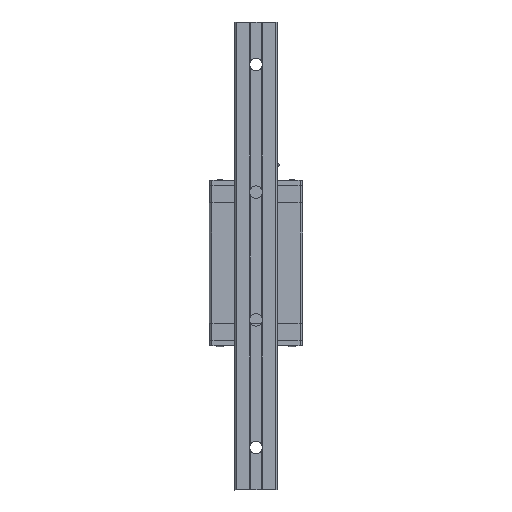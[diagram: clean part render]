
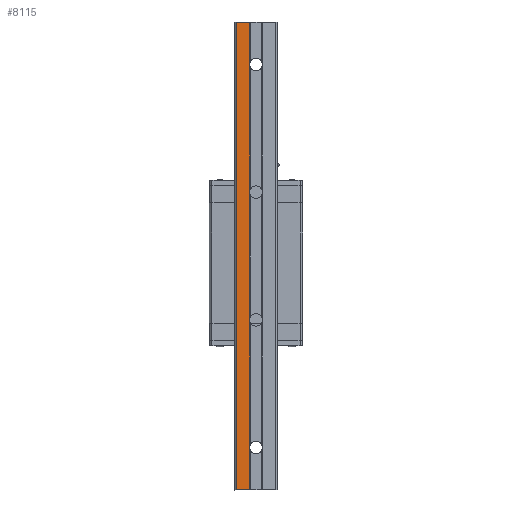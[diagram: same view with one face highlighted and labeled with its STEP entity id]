
A CAD part, front view. The second image highlights one B-rep face of the part: STEP entity #8115.
In plain terms, the highlighted face is planar.
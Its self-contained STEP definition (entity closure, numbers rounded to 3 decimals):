
#137 = CARTESIAN_POINT ( 'NONE',  ( -3., -110., 0. ) ) ;
#496 = CARTESIAN_POINT ( 'NONE',  ( -3., -110., 0. ) ) ;
#580 = LINE ( 'NONE', #10006, #8136 ) ;
#704 = EDGE_LOOP ( 'NONE', ( #2140, #1277, #9664, #5012, #8998, #3651, #6117, #5783 ) ) ;
#1074 = EDGE_CURVE ( 'NONE', #2908, #9632, #10089, .T. ) ;
#1186 = VECTOR ( 'NONE', #8094, 1000. ) ;
#1202 = PLANE ( 'NONE',  #9348 ) ;
#1277 = ORIENTED_EDGE ( 'NONE', *, *, #7367, .T. ) ;
#1426 = VECTOR ( 'NONE', #6316, 1000. ) ;
#1454 = DIRECTION ( 'NONE',  ( 0., -1., 0. ) ) ;
#1574 = LINE ( 'NONE', #496, #4109 ) ;
#1743 = VERTEX_POINT ( 'NONE', #9691 ) ;
#2135 = EDGE_CURVE ( 'NONE', #9037, #2908, #8466, .T. ) ;
#2140 = ORIENTED_EDGE ( 'NONE', *, *, #4248, .T. ) ;
#2524 = CARTESIAN_POINT ( 'NONE',  ( -3., -110., 0. ) ) ;
#2854 = EDGE_CURVE ( 'NONE', #9037, #3685, #8809, .T. ) ;
#2908 = VERTEX_POINT ( 'NONE', #6967 ) ;
#2988 = DIRECTION ( 'NONE',  ( 0., -1., 0. ) ) ;
#3353 = EDGE_CURVE ( 'NONE', #1743, #6454, #10268, .T. ) ;
#3590 = LINE ( 'NONE', #2524, #9221 ) ;
#3651 = ORIENTED_EDGE ( 'NONE', *, *, #5760, .T. ) ;
#3685 = VERTEX_POINT ( 'NONE', #5856 ) ;
#3793 = EDGE_CURVE ( 'NONE', #4807, #1743, #580, .T. ) ;
#4067 = CARTESIAN_POINT ( 'NONE',  ( -3., -110., 0. ) ) ;
#4109 = VECTOR ( 'NONE', #9913, 1000. ) ;
#4248 = EDGE_CURVE ( 'NONE', #6454, #7011, #3590, .T. ) ;
#4278 = CARTESIAN_POINT ( 'NONE',  ( -3., -30., 0. ) ) ;
#4455 = CARTESIAN_POINT ( 'NONE',  ( -9.117, -110., 0. ) ) ;
#4564 = CARTESIAN_POINT ( 'NONE',  ( -3., 110., 0. ) ) ;
#4629 = CARTESIAN_POINT ( 'NONE',  ( -3., -90., 0. ) ) ;
#4807 = VERTEX_POINT ( 'NONE', #9910 ) ;
#5012 = ORIENTED_EDGE ( 'NONE', *, *, #2135, .T. ) ;
#5120 = LINE ( 'NONE', #4067, #6146 ) ;
#5760 = EDGE_CURVE ( 'NONE', #9632, #4807, #1574, .T. ) ;
#5783 = ORIENTED_EDGE ( 'NONE', *, *, #3353, .T. ) ;
#5799 = FACE_OUTER_BOUND ( 'NONE', #704, .T. ) ;
#5856 = CARTESIAN_POINT ( 'NONE',  ( -3., -110., 0. ) ) ;
#6058 = VECTOR ( 'NONE', #6653, 1000. ) ;
#6117 = ORIENTED_EDGE ( 'NONE', *, *, #3793, .T. ) ;
#6146 = VECTOR ( 'NONE', #2988, 1000. ) ;
#6316 = DIRECTION ( 'NONE',  ( 0., 1., 0. ) ) ;
#6454 = VERTEX_POINT ( 'NONE', #4278 ) ;
#6653 = DIRECTION ( 'NONE',  ( 1., 0., 0. ) ) ;
#6967 = CARTESIAN_POINT ( 'NONE',  ( -9.117, 110., 0. ) ) ;
#7011 = VERTEX_POINT ( 'NONE', #4629 ) ;
#7367 = EDGE_CURVE ( 'NONE', #7011, #3685, #5120, .T. ) ;
#7401 = CARTESIAN_POINT ( 'NONE',  ( -9.117, -110., 0. ) ) ;
#7729 = CARTESIAN_POINT ( 'NONE',  ( -10.235, -110., 0. ) ) ;
#7909 = DIRECTION ( 'NONE',  ( 1., 0., 0. ) ) ;
#8094 = DIRECTION ( 'NONE',  ( 0., -1., 0. ) ) ;
#8115 = ADVANCED_FACE ( 'NONE', ( #5799 ), #1202, .T. ) ;
#8136 = VECTOR ( 'NONE', #8909, 1000. ) ;
#8455 = DIRECTION ( 'NONE',  ( -1., 0., 0. ) ) ;
#8466 = LINE ( 'NONE', #7401, #1426 ) ;
#8809 = LINE ( 'NONE', #7729, #6058 ) ;
#8909 = DIRECTION ( 'NONE',  ( 0., -1., 0. ) ) ;
#8997 = CARTESIAN_POINT ( 'NONE',  ( -10.235, 110., 0. ) ) ;
#8998 = ORIENTED_EDGE ( 'NONE', *, *, #1074, .T. ) ;
#9037 = VERTEX_POINT ( 'NONE', #4455 ) ;
#9178 = CARTESIAN_POINT ( 'NONE',  ( -3., -110., 0. ) ) ;
#9221 = VECTOR ( 'NONE', #1454, 1000. ) ;
#9348 = AXIS2_PLACEMENT_3D ( 'NONE', #137, #9540, #8455 ) ;
#9540 = DIRECTION ( 'NONE',  ( 0., 0., -1. ) ) ;
#9632 = VERTEX_POINT ( 'NONE', #4564 ) ;
#9664 = ORIENTED_EDGE ( 'NONE', *, *, #2854, .F. ) ;
#9691 = CARTESIAN_POINT ( 'NONE',  ( -3., 30., 0. ) ) ;
#9910 = CARTESIAN_POINT ( 'NONE',  ( -3., 90., 0. ) ) ;
#9913 = DIRECTION ( 'NONE',  ( 0., -1., 0. ) ) ;
#10006 = CARTESIAN_POINT ( 'NONE',  ( -3., -110., 0. ) ) ;
#10089 = LINE ( 'NONE', #8997, #10303 ) ;
#10268 = LINE ( 'NONE', #9178, #1186 ) ;
#10303 = VECTOR ( 'NONE', #7909, 1000. ) ;
